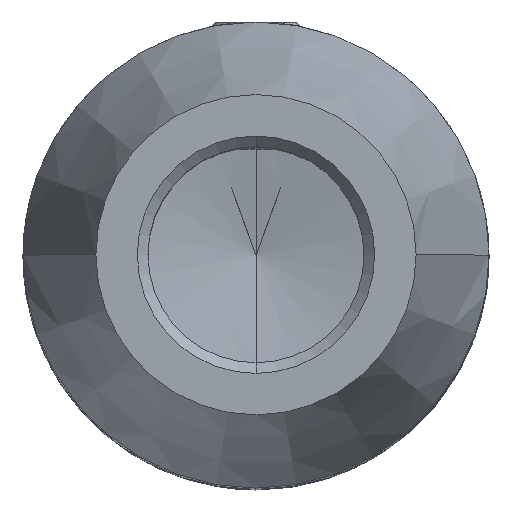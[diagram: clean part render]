
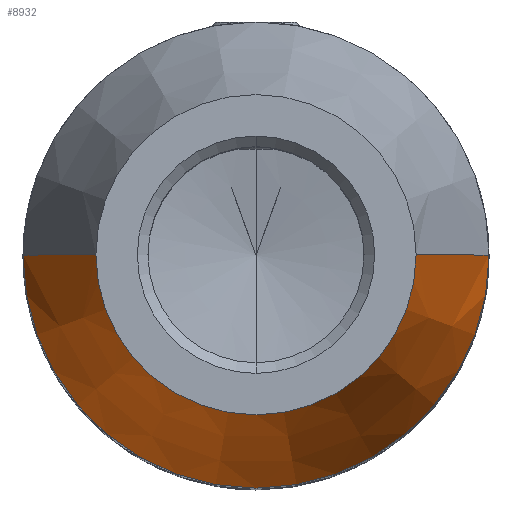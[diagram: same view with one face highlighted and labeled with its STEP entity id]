
A CAD part, top view. The second image highlights one B-rep face of the part: STEP entity #8932.
In plain terms, the highlighted conical face has half-angle 19 degrees and reference radius 7.557 mm.
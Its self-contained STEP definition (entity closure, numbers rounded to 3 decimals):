
#156 = DIRECTION ( 'NONE',  ( 0.326, 0., -0.946 ) ) ;
#399 = LINE ( 'NONE', #17845, #14566 ) ;
#1184 = CARTESIAN_POINT ( 'NONE',  ( 11., 0., -10. ) ) ;
#1560 = DIRECTION ( 'NONE',  ( 1., 0., 0. ) ) ;
#2324 = EDGE_CURVE ( 'NONE', #12397, #7196, #19272, .T. ) ;
#3004 = VECTOR ( 'NONE', #8574, 1000. ) ;
#3196 = DIRECTION ( 'NONE',  ( -1., 0., 0. ) ) ;
#4050 = CARTESIAN_POINT ( 'NONE',  ( -7.557, 0., 0. ) ) ;
#4125 = AXIS2_PLACEMENT_3D ( 'NONE', #5577, #7373, #3196 ) ;
#4511 = AXIS2_PLACEMENT_3D ( 'NONE', #18708, #8770, #20776 ) ;
#4996 = CARTESIAN_POINT ( 'NONE',  ( 0., 0., -10. ) ) ;
#5209 = CIRCLE ( 'NONE', #20389, 11. ) ;
#5577 = CARTESIAN_POINT ( 'NONE',  ( 0., 0., 0. ) ) ;
#6091 = LINE ( 'NONE', #19867, #3004 ) ;
#6296 = ORIENTED_EDGE ( 'NONE', *, *, #19688, .T. ) ;
#7196 = VERTEX_POINT ( 'NONE', #12852 ) ;
#7373 = DIRECTION ( 'NONE',  ( 0., 0., -1. ) ) ;
#7634 = ORIENTED_EDGE ( 'NONE', *, *, #21305, .F. ) ;
#8574 = DIRECTION ( 'NONE',  ( -0.326, 0., -0.946 ) ) ;
#8765 = FACE_OUTER_BOUND ( 'NONE', #18882, .T. ) ;
#8770 = DIRECTION ( 'NONE',  ( 0., 0., 1. ) ) ;
#8932 = ADVANCED_FACE ( 'NONE', ( #8765 ), #20171, .T. ) ;
#10242 = VERTEX_POINT ( 'NONE', #1184 ) ;
#12397 = VERTEX_POINT ( 'NONE', #4050 ) ;
#12852 = CARTESIAN_POINT ( 'NONE',  ( 7.557, 0., 0. ) ) ;
#13671 = ORIENTED_EDGE ( 'NONE', *, *, #16583, .T. ) ;
#14566 = VECTOR ( 'NONE', #156, 1000. ) ;
#16478 = DIRECTION ( 'NONE',  ( 0., 0., 1. ) ) ;
#16583 = EDGE_CURVE ( 'NONE', #20862, #10242, #5209, .T. ) ;
#16834 = CARTESIAN_POINT ( 'NONE',  ( -11., 0., -10. ) ) ;
#17335 = ORIENTED_EDGE ( 'NONE', *, *, #2324, .F. ) ;
#17845 = CARTESIAN_POINT ( 'NONE',  ( 7.557, 0., 0. ) ) ;
#18708 = CARTESIAN_POINT ( 'NONE',  ( 0., 0., 0. ) ) ;
#18882 = EDGE_LOOP ( 'NONE', ( #7634, #17335, #6296, #13671 ) ) ;
#19272 = CIRCLE ( 'NONE', #4511, 7.557 ) ;
#19688 = EDGE_CURVE ( 'NONE', #12397, #20862, #6091, .T. ) ;
#19867 = CARTESIAN_POINT ( 'NONE',  ( -7.557, 0., 0. ) ) ;
#20171 = CONICAL_SURFACE ( 'NONE', #4125, 7.557, 0.332 ) ;
#20389 = AXIS2_PLACEMENT_3D ( 'NONE', #4996, #16478, #1560 ) ;
#20776 = DIRECTION ( 'NONE',  ( 1., 0., 0. ) ) ;
#20862 = VERTEX_POINT ( 'NONE', #16834 ) ;
#21305 = EDGE_CURVE ( 'NONE', #7196, #10242, #399, .T. ) ;
